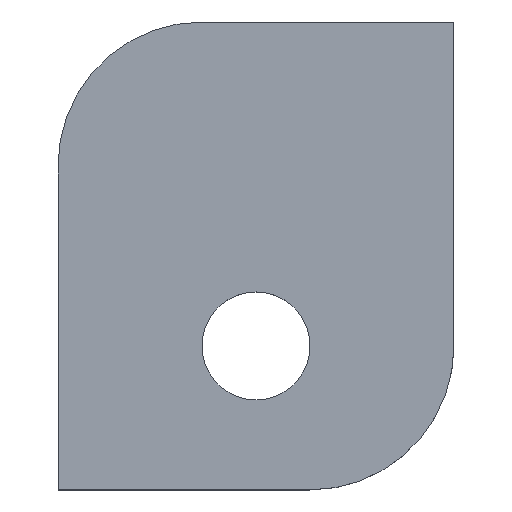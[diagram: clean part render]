
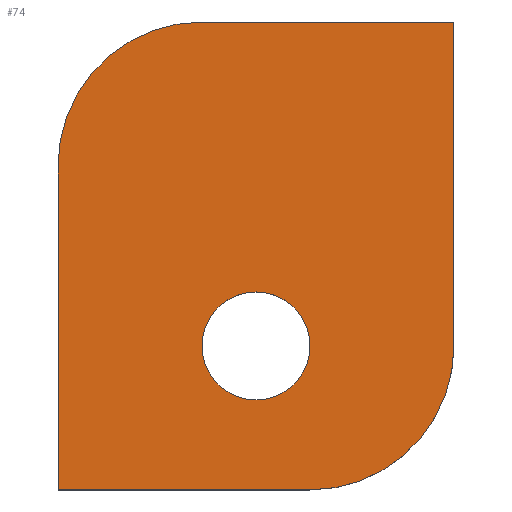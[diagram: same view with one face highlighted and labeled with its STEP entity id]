
A CAD part, top view. The second image highlights one B-rep face of the part: STEP entity #74.
In plain terms, the highlighted planar face has unit normal (0, 0, 1).
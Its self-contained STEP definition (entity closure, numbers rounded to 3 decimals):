
#11 = VECTOR ( 'NONE', #252, 1000. ) ;
#17 = CARTESIAN_POINT ( 'NONE',  ( -55., 0., 0. ) ) ;
#23 = VERTEX_POINT ( 'NONE', #149 ) ;
#28 = CARTESIAN_POINT ( 'NONE',  ( -55., 45., 0. ) ) ;
#35 = VECTOR ( 'NONE', #70, 1000. ) ;
#48 = LINE ( 'NONE', #273, #11 ) ;
#58 = VERTEX_POINT ( 'NONE', #28 ) ;
#62 = DIRECTION ( 'NONE',  ( 1., 0., 0. ) ) ;
#67 = CIRCLE ( 'NONE', #135, 7.5 ) ;
#70 = DIRECTION ( 'NONE',  ( -1., 0., 0. ) ) ;
#72 = DIRECTION ( 'NONE',  ( 0., 0., 1. ) ) ;
#73 = DIRECTION ( 'NONE',  ( 1., 0., 0. ) ) ;
#74 = ADVANCED_FACE ( 'NONE', ( #375, #113 ), #88, .T. ) ;
#77 = EDGE_CURVE ( 'NONE', #58, #121, #211, .T. ) ;
#78 = ORIENTED_EDGE ( 'NONE', *, *, #368, .T. ) ;
#88 = PLANE ( 'NONE',  #325 ) ;
#91 = DIRECTION ( 'NONE',  ( 0., 0., 1. ) ) ;
#93 = DIRECTION ( 'NONE',  ( 1., 0., 0. ) ) ;
#96 = AXIS2_PLACEMENT_3D ( 'NONE', #366, #72, #73 ) ;
#97 = LINE ( 'NONE', #296, #318 ) ;
#99 = CARTESIAN_POINT ( 'NONE',  ( -20., 20., 0. ) ) ;
#102 = LINE ( 'NONE', #129, #35 ) ;
#105 = DIRECTION ( 'NONE',  ( 0., 0., 1. ) ) ;
#109 = VERTEX_POINT ( 'NONE', #155 ) ;
#111 = VERTEX_POINT ( 'NONE', #99 ) ;
#112 = CARTESIAN_POINT ( 'NONE',  ( -20., 20., 0. ) ) ;
#113 = FACE_OUTER_BOUND ( 'NONE', #122, .T. ) ;
#121 = VERTEX_POINT ( 'NONE', #380 ) ;
#122 = EDGE_LOOP ( 'NONE', ( #164, #143, #78, #352, #257, #337 ) ) ;
#129 = CARTESIAN_POINT ( 'NONE',  ( 0., 65., 0. ) ) ;
#135 = AXIS2_PLACEMENT_3D ( 'NONE', #377, #265, #221 ) ;
#136 = CIRCLE ( 'NONE', #319, 20. ) ;
#140 = DIRECTION ( 'NONE',  ( 0., -1., 0. ) ) ;
#143 = ORIENTED_EDGE ( 'NONE', *, *, #373, .T. ) ;
#149 = CARTESIAN_POINT ( 'NONE',  ( -35., 20., 0. ) ) ;
#150 = EDGE_CURVE ( 'NONE', #111, #23, #67, .T. ) ;
#155 = CARTESIAN_POINT ( 'NONE',  ( -20., 0., 0. ) ) ;
#164 = ORIENTED_EDGE ( 'NONE', *, *, #224, .T. ) ;
#186 = EDGE_CURVE ( 'NONE', #371, #215, #102, .T. ) ;
#192 = CIRCLE ( 'NONE', #96, 7.5 ) ;
#193 = DIRECTION ( 'NONE',  ( 0., 0., 1. ) ) ;
#205 = CARTESIAN_POINT ( 'NONE',  ( 0., 0., 0. ) ) ;
#211 = LINE ( 'NONE', #17, #212 ) ;
#212 = VECTOR ( 'NONE', #140, 1000. ) ;
#215 = VERTEX_POINT ( 'NONE', #358 ) ;
#221 = DIRECTION ( 'NONE',  ( 1., 0., 0. ) ) ;
#222 = DIRECTION ( 'NONE',  ( 1., 0., 0. ) ) ;
#224 = EDGE_CURVE ( 'NONE', #121, #109, #97, .T. ) ;
#225 = CARTESIAN_POINT ( 'NONE',  ( 0., 65., 0. ) ) ;
#234 = ORIENTED_EDGE ( 'NONE', *, *, #150, .F. ) ;
#252 = DIRECTION ( 'NONE',  ( 0., 1., 0. ) ) ;
#257 = ORIENTED_EDGE ( 'NONE', *, *, #266, .T. ) ;
#258 = EDGE_CURVE ( 'NONE', #23, #111, #192, .T. ) ;
#265 = DIRECTION ( 'NONE',  ( 0., 0., 1. ) ) ;
#266 = EDGE_CURVE ( 'NONE', #215, #58, #136, .T. ) ;
#269 = AXIS2_PLACEMENT_3D ( 'NONE', #112, #105, #331 ) ;
#273 = CARTESIAN_POINT ( 'NONE',  ( 0., 0., 0. ) ) ;
#296 = CARTESIAN_POINT ( 'NONE',  ( 0., 0., 0. ) ) ;
#307 = ORIENTED_EDGE ( 'NONE', *, *, #258, .F. ) ;
#310 = CARTESIAN_POINT ( 'NONE',  ( 0., 20., 0. ) ) ;
#317 = EDGE_LOOP ( 'NONE', ( #234, #307 ) ) ;
#318 = VECTOR ( 'NONE', #62, 1000. ) ;
#319 = AXIS2_PLACEMENT_3D ( 'NONE', #365, #193, #222 ) ;
#325 = AXIS2_PLACEMENT_3D ( 'NONE', #205, #91, #93 ) ;
#331 = DIRECTION ( 'NONE',  ( 1., 0., 0. ) ) ;
#332 = VERTEX_POINT ( 'NONE', #310 ) ;
#337 = ORIENTED_EDGE ( 'NONE', *, *, #77, .T. ) ;
#351 = CIRCLE ( 'NONE', #269, 20. ) ;
#352 = ORIENTED_EDGE ( 'NONE', *, *, #186, .T. ) ;
#358 = CARTESIAN_POINT ( 'NONE',  ( -35., 65., 0. ) ) ;
#365 = CARTESIAN_POINT ( 'NONE',  ( -35., 45., 0. ) ) ;
#366 = CARTESIAN_POINT ( 'NONE',  ( -27.5, 20., 0. ) ) ;
#368 = EDGE_CURVE ( 'NONE', #332, #371, #48, .T. ) ;
#371 = VERTEX_POINT ( 'NONE', #225 ) ;
#373 = EDGE_CURVE ( 'NONE', #109, #332, #351, .T. ) ;
#375 = FACE_BOUND ( 'NONE', #317, .T. ) ;
#377 = CARTESIAN_POINT ( 'NONE',  ( -27.5, 20., 0. ) ) ;
#380 = CARTESIAN_POINT ( 'NONE',  ( -55., 0., 0. ) ) ;
